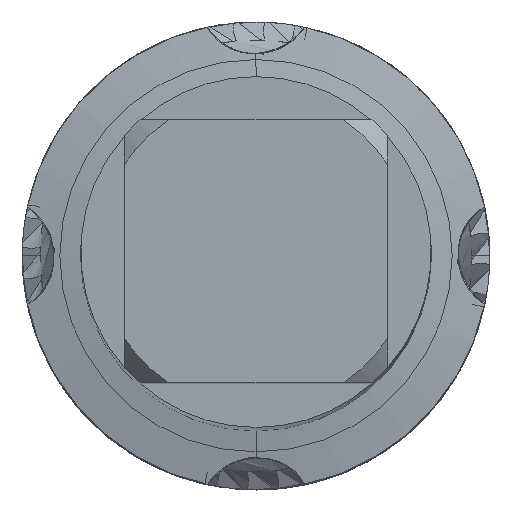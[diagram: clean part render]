
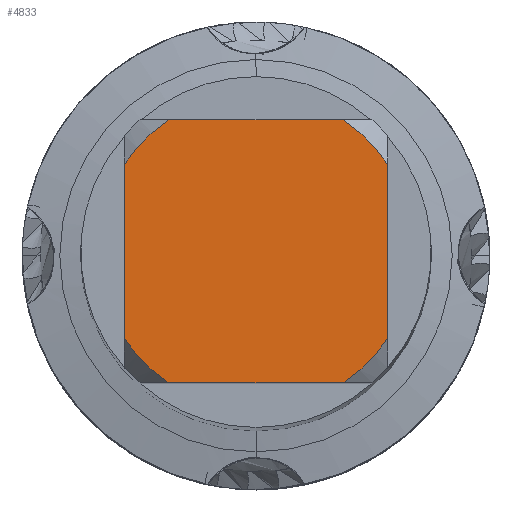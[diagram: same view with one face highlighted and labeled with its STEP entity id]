
A CAD part, top view. The second image highlights one B-rep face of the part: STEP entity #4833.
In plain terms, the highlighted planar face has unit normal (0, 0, 1).
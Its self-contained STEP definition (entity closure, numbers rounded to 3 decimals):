
#2529=EDGE_CURVE('',#4291,#2643,#7295,.T.);
#2575=VERTEX_POINT('',#7345);
#2643=VERTEX_POINT('',#7416);
#2797=EDGE_CURVE('',#5905,#4979,#7582,.T.);
#2973=EDGE_CURVE('',#5905,#4493,#7775,.T.);
#3831=EDGE_CURVE('',#5963,#4979,#8705,.T.);
#4291=VERTEX_POINT('',#9214);
#4493=VERTEX_POINT('',#9433);
#4833=ADVANCED_FACE('',(#9802),#9803,.T.);
#4873=EDGE_CURVE('',#5963,#2643,#9848,.T.);
#4979=VERTEX_POINT('',#9964);
#5155=EDGE_CURVE('',#5161,#2575,#10156,.T.);
#5161=VERTEX_POINT('',#10162);
#5675=EDGE_CURVE('',#4291,#2575,#10727,.T.);
#5905=VERTEX_POINT('',#10976);
#5963=VERTEX_POINT('',#11038);
#6515=EDGE_CURVE('',#5161,#4493,#11638,.T.);
#7295=LINE('',#12648,#12649);
#7345=CARTESIAN_POINT('',(4.5,2.985,0.0));
#7416=CARTESIAN_POINT('',(-2.985,4.5,0.0));
#7582=CIRCLE('',#13390,5.4);
#7775=LINE('',#13987,#13988);
#8705=LINE('',#16842,#16843);
#9214=CARTESIAN_POINT('',(2.985,4.5,0.0));
#9433=CARTESIAN_POINT('',(2.985,-4.5,0.0));
#9802=FACE_OUTER_BOUND('',#19810,.T.);
#9803=PLANE('',#19811);
#9848=CIRCLE('',#19913,5.4);
#9964=CARTESIAN_POINT('',(-4.5,-2.985,0.0));
#10156=LINE('',#20630,#20631);
#10162=CARTESIAN_POINT('',(4.5,-2.985,0.0));
#10727=CIRCLE('',#22404,5.4);
#10976=CARTESIAN_POINT('',(-2.985,-4.5,0.0));
#11038=CARTESIAN_POINT('',(-4.5,2.985,0.0));
#11638=CIRCLE('',#24956,5.4);
#12648=CARTESIAN_POINT('',(0.0,4.5,0.0));
#12649=VECTOR('',#26971,1.0);
#13390=AXIS2_PLACEMENT_3D('',#27230,#27231,#27232);
#13987=CARTESIAN_POINT('',(0.0,-4.5,0.0));
#13988=VECTOR('',#27428,1.0);
#16842=CARTESIAN_POINT('',(-4.5,1.35,0.0));
#16843=VECTOR('',#28400,1.0);
#19810=EDGE_LOOP('',(#29669,#29670,#29671,#29672,#29673,#29674,#29675,#29676));
#19811=AXIS2_PLACEMENT_3D('',#29677,#29678,#29679);
#19913=AXIS2_PLACEMENT_3D('',#29731,#29732,#29733);
#20630=CARTESIAN_POINT('',(4.5,1.35,0.0));
#20631=VECTOR('',#30051,1.0);
#22404=AXIS2_PLACEMENT_3D('',#30773,#30774,#30775);
#24956=AXIS2_PLACEMENT_3D('',#31658,#31659,#31660);
#26971=DIRECTION('',(-1.0,0.0,0.0));
#27230=CARTESIAN_POINT('',(0.0,0.0,0.0));
#27231=DIRECTION('',(0.0,0.0,-1.0));
#27232=DIRECTION('',(0.0,1.0,0.0));
#27428=DIRECTION('',(1.0,0.0,0.0));
#28400=DIRECTION('',(-0.0,-1.0,0.0));
#29669=ORIENTED_EDGE('',*,*,#3831,.T.);
#29670=ORIENTED_EDGE('',*,*,#2797,.F.);
#29671=ORIENTED_EDGE('',*,*,#2973,.T.);
#29672=ORIENTED_EDGE('',*,*,#6515,.F.);
#29673=ORIENTED_EDGE('',*,*,#5155,.T.);
#29674=ORIENTED_EDGE('',*,*,#5675,.F.);
#29675=ORIENTED_EDGE('',*,*,#2529,.T.);
#29676=ORIENTED_EDGE('',*,*,#4873,.F.);
#29677=CARTESIAN_POINT('',(0.0,2.7,0.0));
#29678=DIRECTION('',(-0.0,0.0,1.0));
#29679=DIRECTION('',(0.0,-1.0,0.0));
#29731=CARTESIAN_POINT('',(0.0,0.0,0.0));
#29732=DIRECTION('',(0.0,0.0,-1.0));
#29733=DIRECTION('',(0.0,1.0,0.0));
#30051=DIRECTION('',(-0.0,1.0,0.0));
#30773=CARTESIAN_POINT('',(0.0,0.0,0.0));
#30774=DIRECTION('',(0.0,0.0,-1.0));
#30775=DIRECTION('',(0.0,1.0,0.0));
#31658=CARTESIAN_POINT('',(0.0,0.0,0.0));
#31659=DIRECTION('',(0.0,0.0,-1.0));
#31660=DIRECTION('',(0.0,1.0,0.0));
